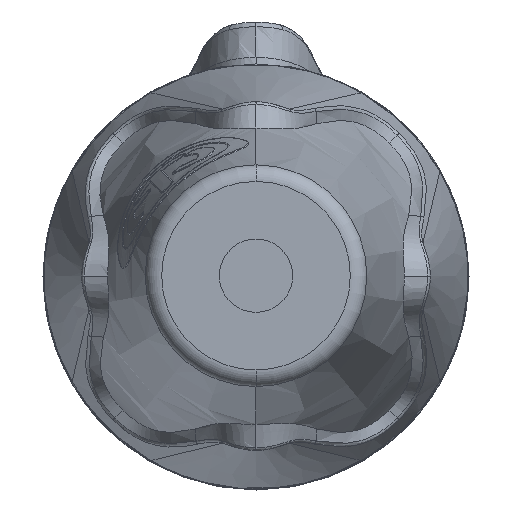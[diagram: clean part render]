
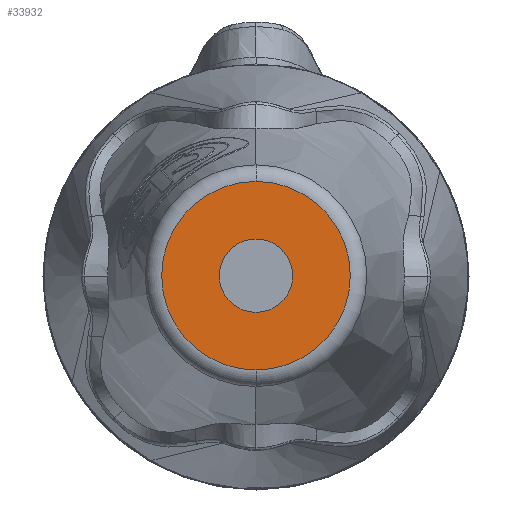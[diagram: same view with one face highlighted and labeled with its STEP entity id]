
A CAD part, top view. The second image highlights one B-rep face of the part: STEP entity #33932.
In plain terms, the highlighted planar face has unit normal (0, 0, 1).
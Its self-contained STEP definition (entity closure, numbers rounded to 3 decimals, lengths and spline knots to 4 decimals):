
#8723=CARTESIAN_POINT('',(0.,0.,58.84));
#8724=DIRECTION('',(0.,0.,1.));
#8725=DIRECTION('',(0.,1.,0.));
#8726=AXIS2_PLACEMENT_3D('',#8723,#8724,#8725);
#8738=CARTESIAN_POINT('',(0.,0.,58.84));
#8739=DIRECTION('',(0.,0.,-1.));
#8740=DIRECTION('',(0.,1.,0.));
#8741=AXIS2_PLACEMENT_3D('',#8738,#8739,#8740);
#8743=CARTESIAN_POINT('',(0.,0.,58.84));
#8744=DIRECTION('',(0.,0.,-1.));
#8745=DIRECTION('',(0.,1.,0.));
#8746=AXIS2_PLACEMENT_3D('',#8743,#8744,#8745);
#8748=CARTESIAN_POINT('',(0.,0.,58.84));
#8749=DIRECTION('',(0.,0.,1.));
#8750=DIRECTION('',(0.,1.,0.));
#8751=AXIS2_PLACEMENT_3D('',#8748,#8749,#8750);
#19317=CARTESIAN_POINT('',(0.,4.5,58.84));
#19319=VERTEX_POINT('',#19317);
#19321=CARTESIAN_POINT('',(0.,-4.5,58.84));
#19323=VERTEX_POINT('',#19321);
#19325=CARTESIAN_POINT('',(0.,1.75,58.84));
#19326=CARTESIAN_POINT('',(0.,-1.75,58.84));
#19327=VERTEX_POINT('',#19325);
#19328=VERTEX_POINT('',#19326);
#33917=CARTESIAN_POINT('',(0.,0.,58.84));
#33918=DIRECTION('',(0.,0.,1.));
#33919=DIRECTION('',(0.,-1.,0.));
#33920=AXIS2_PLACEMENT_3D('',#33917,#33918,#33919);
#33921=PLANE('',#33920);
#33922=ORIENTED_EDGE('',*,*,#33896,.F.);
#33923=ORIENTED_EDGE('',*,*,#33912,.T.);
#33924=EDGE_LOOP('',(#33922,#33923));
#33925=FACE_OUTER_BOUND('',#33924,.F.);
#33927=ORIENTED_EDGE('',*,*,#33926,.F.);
#33929=ORIENTED_EDGE('',*,*,#33928,.T.);
#33930=EDGE_LOOP('',(#33927,#33929));
#33931=FACE_BOUND('',#33930,.F.);
#8727=CIRCLE('',#8726,4.5);
#8742=CIRCLE('',#8741,4.5);
#8747=CIRCLE('',#8746,1.75);
#8752=CIRCLE('',#8751,1.75);
#33896=EDGE_CURVE('',#19319,#19323,#8727,.T.);
#33912=EDGE_CURVE('',#19319,#19323,#8742,.T.);
#33926=EDGE_CURVE('',#19327,#19328,#8747,.T.);
#33928=EDGE_CURVE('',#19327,#19328,#8752,.T.);
#33932=ADVANCED_FACE('',(#33925,#33931),#33921,.T.);
